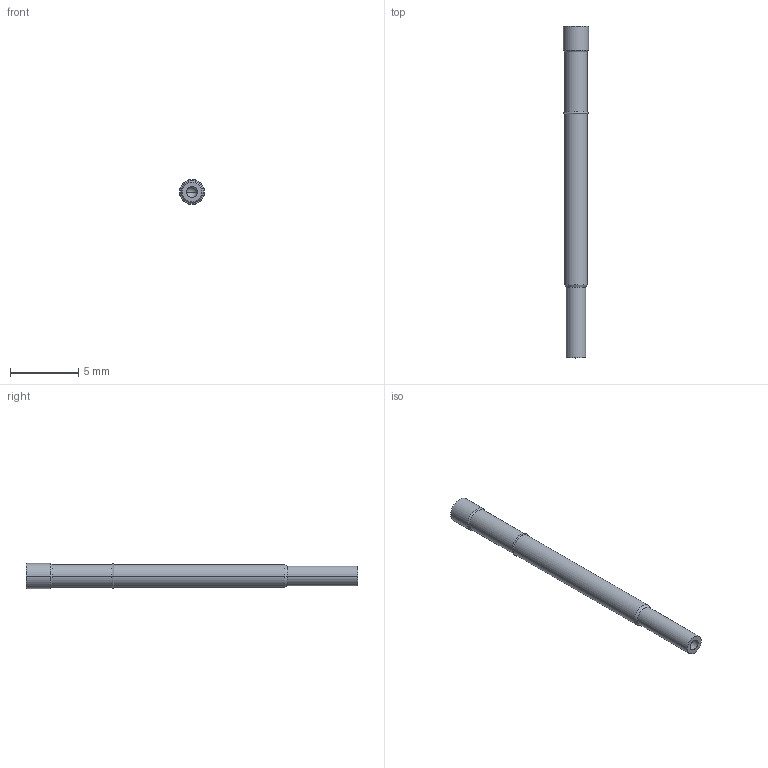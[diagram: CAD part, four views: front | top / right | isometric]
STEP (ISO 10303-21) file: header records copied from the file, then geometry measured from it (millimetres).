
FILE_DESCRIPTION (( 'STEP AP214' ), '1' );
FILE_NAME ('IF-PI-2438-184.STEP', '2020-06-04T07:32:22', ( '' ), ( '' ), 'SwSTEP 2.0', 'SolidWorks 2020', '' );
FILE_SCHEMA (( 'AUTOMOTIVE_DESIGN' ));
Length unit declared in the file: millimetre
Products named in the file (1): IF-PI-2438-184
Bounding box: 1.84 x 24.38 x 1.84 mm (x, y, z)
Volume: 49.9 mm3; surface area: 140.3 mm2
Topology: 1 solids, 1 shells, 20 faces, 42 edges, 23 vertices
Faces by surface type: cylinder 10, cone 4, torus 2, sphere 2, plane 2
Entity records: 536 total; most frequent: DIRECTION 104, CARTESIAN_POINT 80, ORIENTED_EDGE 76, AXIS2_PLACEMENT_3D 45, EDGE_CURVE 38, CIRCLE 24, EDGE_LOOP 21, VERTEX_POINT 21
